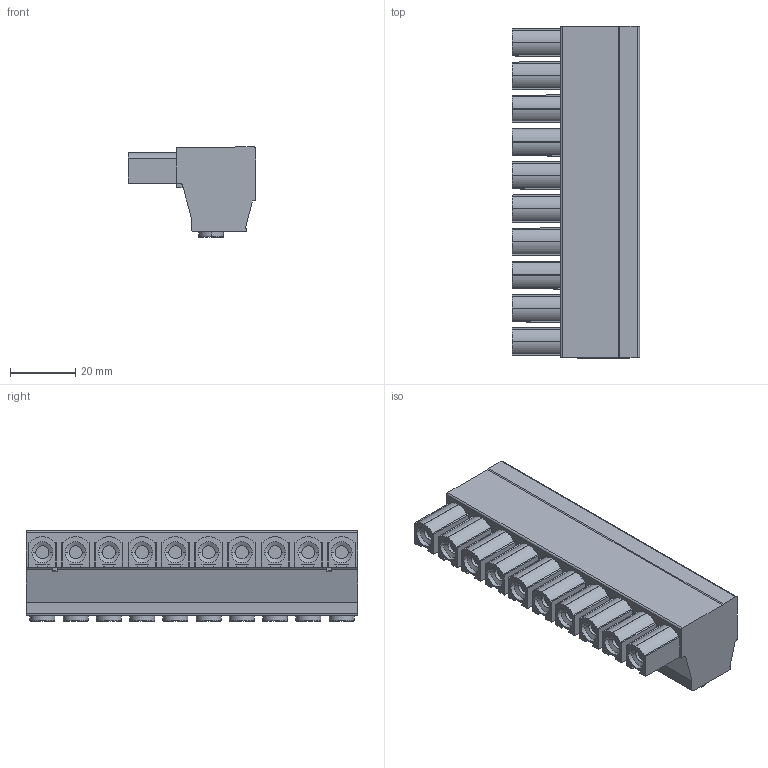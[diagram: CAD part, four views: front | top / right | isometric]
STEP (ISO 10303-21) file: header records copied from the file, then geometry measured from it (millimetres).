
FILE_DESCRIPTION((''),'2;1');
FILE_NAME('TLPS-800V-XXP-XS','2024-09-09T15:28:35',('yanfa'),(''),'CREO PARAMETRIC BY PTC INC, 2018100','CREO PARAMETRIC BY PTC INC, 2018100','');
FILE_SCHEMA(('AUTOMOTIVE_DESIGN { 1 0 10303 214 1 1 1 1 }'));
Length unit declared in the file: millimetre
Products named in the file (1): TLPS-800V-XXP-XS
Bounding box: 38.9 x 101.44 x 27.8 mm (x, y, z)
Volume: 58884.1 mm3; surface area: 19803 mm2
Topology: 1 solids, 1 shells, 650 faces, 1724 edges, 1116 vertices
Faces by surface type: plane 341, cylinder 269, cone 20, torus 20
Entity records: 20498 total; most frequent: CARTESIAN_POINT 4241, ORIENTED_EDGE 3448, DIRECTION 3279, EDGE_CURVE 1724, VERTEX_POINT 1116, AXIS2_PLACEMENT_3D 1095, VECTOR 1086, LINE 1086
